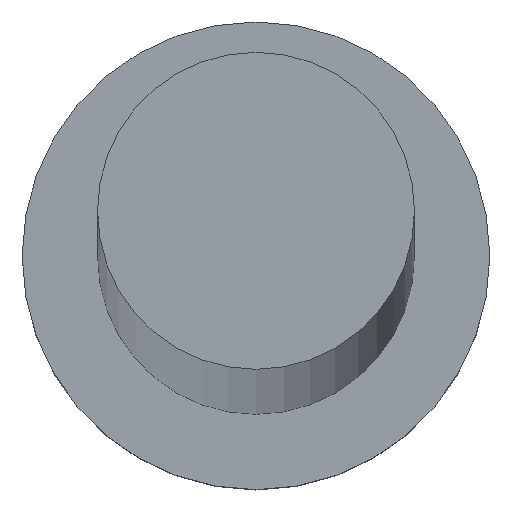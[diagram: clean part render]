
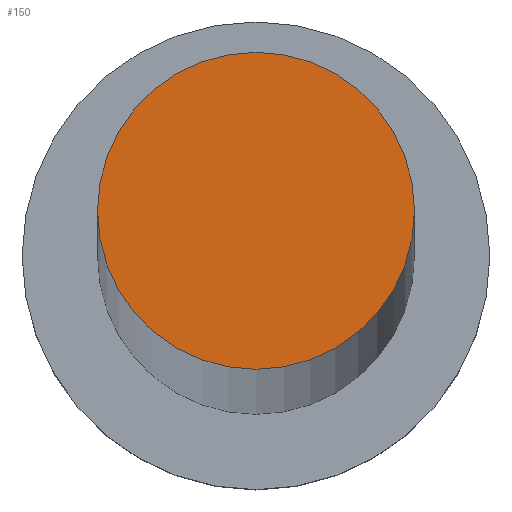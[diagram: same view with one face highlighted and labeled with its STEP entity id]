
A CAD part, top view. The second image highlights one B-rep face of the part: STEP entity #150.
In plain terms, the highlighted planar face has unit normal (0, 0, 1).
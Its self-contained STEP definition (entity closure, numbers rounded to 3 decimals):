
#1 = FACE_OUTER_BOUND ( 'NONE', #127, .T. ) ;
#35 = DIRECTION ( 'NONE',  ( 0., 0., 1. ) ) ;
#36 = DIRECTION ( 'NONE',  ( 0., 0., 1. ) ) ;
#57 = CARTESIAN_POINT ( 'NONE',  ( 6.1, 0., 1000. ) ) ;
#68 = EDGE_CURVE ( 'NONE', #129, #135, #233, .T. ) ;
#74 = DIRECTION ( 'NONE',  ( 0., 0., 1. ) ) ;
#90 = ORIENTED_EDGE ( 'NONE', *, *, #145, .T. ) ;
#113 = CARTESIAN_POINT ( 'NONE',  ( 0., 0., 1000. ) ) ;
#126 = CARTESIAN_POINT ( 'NONE',  ( -6.1, 0., 1000. ) ) ;
#127 = EDGE_LOOP ( 'NONE', ( #90, #237 ) ) ;
#129 = VERTEX_POINT ( 'NONE', #57 ) ;
#135 = VERTEX_POINT ( 'NONE', #126 ) ;
#140 = DIRECTION ( 'NONE',  ( 1., 0., 0. ) ) ;
#145 = EDGE_CURVE ( 'NONE', #135, #129, #186, .T. ) ;
#146 = PLANE ( 'NONE',  #190 ) ;
#150 = ADVANCED_FACE ( 'NONE', ( #1 ), #146, .T. ) ;
#169 = DIRECTION ( 'NONE',  ( 1., 0., 0. ) ) ;
#186 = CIRCLE ( 'NONE', #226, 6.1 ) ;
#190 = AXIS2_PLACEMENT_3D ( 'NONE', #234, #74, #195 ) ;
#195 = DIRECTION ( 'NONE',  ( 1., 0., 0. ) ) ;
#200 = AXIS2_PLACEMENT_3D ( 'NONE', #212, #35, #140 ) ;
#212 = CARTESIAN_POINT ( 'NONE',  ( 0., 0., 1000. ) ) ;
#226 = AXIS2_PLACEMENT_3D ( 'NONE', #113, #36, #169 ) ;
#233 = CIRCLE ( 'NONE', #200, 6.1 ) ;
#234 = CARTESIAN_POINT ( 'NONE',  ( 0., 0., 1000. ) ) ;
#237 = ORIENTED_EDGE ( 'NONE', *, *, #68, .T. ) ;
